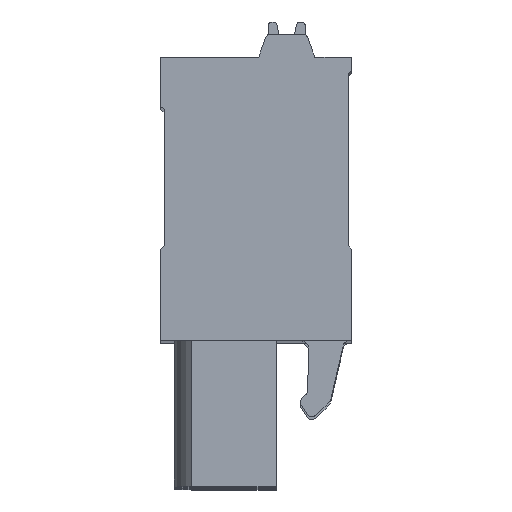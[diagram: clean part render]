
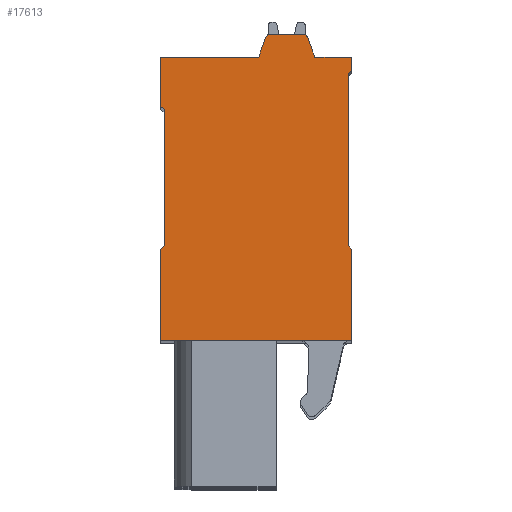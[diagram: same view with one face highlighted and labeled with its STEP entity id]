
A CAD part, top view. The second image highlights one B-rep face of the part: STEP entity #17613.
In plain terms, the highlighted planar face has unit normal (0, 0, 1).
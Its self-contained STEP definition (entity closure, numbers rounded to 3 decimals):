
#79=DIRECTION('',(1.,0.,0.));
#80=VECTOR('',#79,10.9);
#81=CARTESIAN_POINT('',(2.897,12.335,2.5));
#82=LINE('',#81,#80);
#2287=DIRECTION('',(0.,-1.,0.));
#2288=VECTOR('',#2287,5.2);
#2289=CARTESIAN_POINT('',(2.897,17.535,2.5));
#2290=LINE('',#2289,#2288);
#2291=DIRECTION('',(-0.781,-0.625,0.));
#2292=VECTOR('',#2291,0.32);
#2293=CARTESIAN_POINT('',(3.147,17.735,2.5));
#2294=LINE('',#2293,#2292);
#2295=DIRECTION('',(0.,-1.,0.));
#2296=VECTOR('',#2295,7.75);
#2297=CARTESIAN_POINT('',(3.147,25.485,2.5));
#2298=LINE('',#2297,#2296);
#2299=DIRECTION('',(0.781,-0.625,0.));
#2300=VECTOR('',#2299,0.32);
#2301=CARTESIAN_POINT('',(2.897,25.685,2.5));
#2302=LINE('',#2301,#2300);
#2303=DIRECTION('',(0.,-1.,0.));
#2304=VECTOR('',#2303,2.8);
#2305=CARTESIAN_POINT('',(2.897,28.485,2.5));
#2306=LINE('',#2305,#2304);
#2307=DIRECTION('',(-1.,0.,0.));
#2308=VECTOR('',#2307,5.6);
#2309=CARTESIAN_POINT('',(8.497,28.485,2.5));
#2310=LINE('',#2309,#2308);
#2311=DIRECTION('',(-0.342,-0.94,0.));
#2312=VECTOR('',#2311,1.173);
#2313=CARTESIAN_POINT('',(8.899,29.588,2.5));
#2314=LINE('',#2313,#2312);
#2315=CARTESIAN_POINT('',(9.181,29.485,2.5));
#2316=DIRECTION('',(0.,0.,1.));
#2317=DIRECTION('',(0.,1.,0.));
#2318=AXIS2_PLACEMENT_3D('',#2315,#2316,#2317);
#2320=DIRECTION('',(-1.,0.,0.));
#2321=VECTOR('',#2320,1.834);
#2322=CARTESIAN_POINT('',(11.014,29.785,2.5));
#2323=LINE('',#2322,#2321);
#2324=CARTESIAN_POINT('',(11.014,29.485,2.5));
#2325=DIRECTION('',(0.,0.,1.));
#2326=DIRECTION('',(0.94,0.342,0.));
#2327=AXIS2_PLACEMENT_3D('',#2324,#2325,#2326);
#2329=DIRECTION('',(-0.342,0.94,0.));
#2330=VECTOR('',#2329,1.173);
#2331=CARTESIAN_POINT('',(11.697,28.485,2.5));
#2332=LINE('',#2331,#2330);
#2333=DIRECTION('',(-1.,0.,0.));
#2334=VECTOR('',#2333,2.1);
#2335=CARTESIAN_POINT('',(13.797,28.485,2.5));
#2336=LINE('',#2335,#2334);
#2337=DIRECTION('',(0.,1.,0.));
#2338=VECTOR('',#2337,0.75);
#2339=CARTESIAN_POINT('',(13.797,27.735,2.5));
#2340=LINE('',#2339,#2338);
#2341=DIRECTION('',(0.707,0.707,0.));
#2342=VECTOR('',#2341,0.283);
#2343=CARTESIAN_POINT('',(13.597,27.535,2.5));
#2344=LINE('',#2343,#2342);
#2345=DIRECTION('',(0.,1.,0.));
#2346=VECTOR('',#2345,9.8);
#2347=CARTESIAN_POINT('',(13.597,17.735,2.5));
#2348=LINE('',#2347,#2346);
#2349=DIRECTION('',(-0.707,0.707,0.));
#2350=VECTOR('',#2349,0.283);
#2351=CARTESIAN_POINT('',(13.797,17.535,2.5));
#2352=LINE('',#2351,#2350);
#2353=DIRECTION('',(0.,1.,0.));
#2354=VECTOR('',#2353,5.2);
#2355=CARTESIAN_POINT('',(13.797,12.335,2.5));
#2356=LINE('',#2355,#2354);
#12217=CARTESIAN_POINT('',(2.897,28.485,2.5));
#12218=CARTESIAN_POINT('',(2.897,25.685,2.5));
#12219=VERTEX_POINT('',#12217);
#12220=VERTEX_POINT('',#12218);
#12221=CARTESIAN_POINT('',(3.147,25.485,2.5));
#12222=VERTEX_POINT('',#12221);
#12223=CARTESIAN_POINT('',(3.147,17.735,2.5));
#12224=VERTEX_POINT('',#12223);
#12225=CARTESIAN_POINT('',(2.897,17.535,2.5));
#12226=VERTEX_POINT('',#12225);
#12227=CARTESIAN_POINT('',(2.897,12.335,2.5));
#12228=VERTEX_POINT('',#12227);
#12229=CARTESIAN_POINT('',(13.797,12.335,2.5));
#12230=CARTESIAN_POINT('',(13.797,17.535,2.5));
#12231=VERTEX_POINT('',#12229);
#12232=VERTEX_POINT('',#12230);
#12233=CARTESIAN_POINT('',(13.597,17.735,2.5));
#12234=VERTEX_POINT('',#12233);
#12235=CARTESIAN_POINT('',(13.597,27.535,2.5));
#12236=VERTEX_POINT('',#12235);
#12237=CARTESIAN_POINT('',(13.797,27.735,2.5));
#12238=VERTEX_POINT('',#12237);
#12239=CARTESIAN_POINT('',(13.797,28.485,2.5));
#12240=VERTEX_POINT('',#12239);
#12241=CARTESIAN_POINT('',(11.697,28.485,2.5));
#12242=VERTEX_POINT('',#12241);
#12243=CARTESIAN_POINT('',(11.296,29.588,2.5));
#12244=VERTEX_POINT('',#12243);
#12245=CARTESIAN_POINT('',(11.014,29.785,2.5));
#12246=VERTEX_POINT('',#12245);
#12247=CARTESIAN_POINT('',(9.181,29.785,2.5));
#12248=VERTEX_POINT('',#12247);
#12249=CARTESIAN_POINT('',(8.899,29.588,2.5));
#12250=VERTEX_POINT('',#12249);
#12251=CARTESIAN_POINT('',(8.497,28.485,2.5));
#12252=VERTEX_POINT('',#12251);
#17580=CARTESIAN_POINT('',(0.,0.,2.5));
#17581=DIRECTION('',(0.,0.,1.));
#17582=DIRECTION('',(1.,0.,0.));
#17583=AXIS2_PLACEMENT_3D('',#17580,#17581,#17582);
#17584=PLANE('',#17583);
#17585=ORIENTED_EDGE('',*,*,#15897,.F.);
#17586=ORIENTED_EDGE('',*,*,#16094,.F.);
#17587=ORIENTED_EDGE('',*,*,#16108,.F.);
#17588=ORIENTED_EDGE('',*,*,#16122,.F.);
#17589=ORIENTED_EDGE('',*,*,#16136,.F.);
#17590=ORIENTED_EDGE('',*,*,#16150,.F.);
#17591=ORIENTED_EDGE('',*,*,#16178,.F.);
#17593=ORIENTED_EDGE('',*,*,#17592,.F.);
#17595=ORIENTED_EDGE('',*,*,#17594,.F.);
#17597=ORIENTED_EDGE('',*,*,#17596,.F.);
#17598=ORIENTED_EDGE('',*,*,#17274,.F.);
#17599=ORIENTED_EDGE('',*,*,#16943,.F.);
#17600=ORIENTED_EDGE('',*,*,#16170,.F.);
#17602=ORIENTED_EDGE('',*,*,#17601,.F.);
#17604=ORIENTED_EDGE('',*,*,#17603,.F.);
#17606=ORIENTED_EDGE('',*,*,#17605,.F.);
#17608=ORIENTED_EDGE('',*,*,#17607,.F.);
#17610=ORIENTED_EDGE('',*,*,#17609,.F.);
#17611=EDGE_LOOP('',(#17585,#17586,#17587,#17588,#17589,#17590,#17591,#17593,
#17595,#17597,#17598,#17599,#17600,#17602,#17604,#17606,#17608,#17610));
#17612=FACE_OUTER_BOUND('',#17611,.F.);
#17613=ADVANCED_FACE('',(#17612),#17584,.T.);
#2319=CIRCLE('',#2318,0.3);
#2328=CIRCLE('',#2327,0.3);
#15897=EDGE_CURVE('',#12228,#12231,#82,.T.);
#16094=EDGE_CURVE('',#12226,#12228,#2290,.T.);
#16108=EDGE_CURVE('',#12224,#12226,#2294,.T.);
#16122=EDGE_CURVE('',#12222,#12224,#2298,.T.);
#16136=EDGE_CURVE('',#12220,#12222,#2302,.T.);
#16150=EDGE_CURVE('',#12219,#12220,#2306,.T.);
#16170=EDGE_CURVE('',#12240,#12242,#2336,.T.);
#16178=EDGE_CURVE('',#12252,#12219,#2310,.T.);
#16943=EDGE_CURVE('',#12242,#12244,#2332,.T.);
#17274=EDGE_CURVE('',#12244,#12246,#2328,.T.);
#17592=EDGE_CURVE('',#12250,#12252,#2314,.T.);
#17594=EDGE_CURVE('',#12248,#12250,#2319,.T.);
#17596=EDGE_CURVE('',#12246,#12248,#2323,.T.);
#17601=EDGE_CURVE('',#12238,#12240,#2340,.T.);
#17603=EDGE_CURVE('',#12236,#12238,#2344,.T.);
#17605=EDGE_CURVE('',#12234,#12236,#2348,.T.);
#17607=EDGE_CURVE('',#12232,#12234,#2352,.T.);
#17609=EDGE_CURVE('',#12231,#12232,#2356,.T.);
